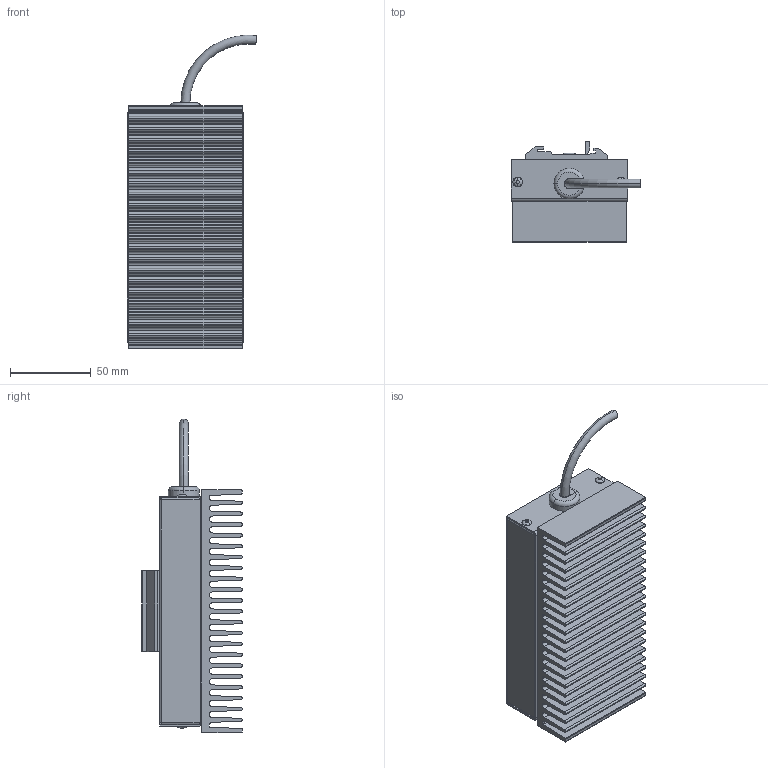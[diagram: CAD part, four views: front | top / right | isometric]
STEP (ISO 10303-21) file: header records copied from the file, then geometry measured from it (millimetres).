
FILE_DESCRIPTION (( 'STEP AP214' ), '1' );
FILE_NAME ('LH1502_AL + Schnapp.STEP', '2015-07-28T08:18:11', ( 'install' ), ( 'Microsoft' ), 'SwSTEP 2.0', 'SolidWorks 2015', '' );
FILE_SCHEMA (( 'AUTOMOTIVE_DESIGN' ));
Length unit declared in the file: millimetre
Products named in the file (10): BlNi4,8x12_Blindnieten 4,8x12 Flachrundkopf AL.ST Maxigrip KB2,5-6,5; Schnappbefestigung_PVC; INT20.0117__145663_Rückwand lm-therm gebohrt SV; INT40.0011_A0_VTLm; INT40.0001_A1_KKLH1502; LH1502_AL + Schnapp; Niete3,2x6; Kab3x0,75PVCgr_Kabel 3x0,75 PVC LiYY-t silbergrau RAL7001 (LM-Therm); Heyco-1217-1218_1217; INT90.0035__RWSbSVlm_Rückwand lm-therm mit Schnappbefestigung SV
Assembly tree (13 placements, depth 3):
  LH1502_AL + Schnapp
    INT40.0001_A1_KKLH1502
    INT40.0011_A0_VTLm
    INT90.0035__RWSbSVlm_Rückwand lm-therm mit Schnappbefestigung SV
      INT20.0117__145663_Rückwand lm-therm gebohrt SV
      Schnappbefestigung_PVC
      BlNi4,8x12_Blindnieten 4,8x12 Flachrundkopf AL.ST Maxigrip KB2,5-6,5  x2
    Heyco-1217-1218_1217
    Kab3x0,75PVCgr_Kabel 3x0,75 PVC LiYY-t silbergrau RAL7001 (LM-Therm)
    Niete3,2x6  x4
Bounding box: 80.1 x 62 x 193.62 mm (x, y, z)
Volume: 183635 mm3; surface area: 163093.3 mm2
Topology: 12 solids, 12 shells, 500 faces, 1282 edges, 807 vertices
Faces by surface type: plane 232, cylinder 212, torus 41, bspline 10, cone 5
Entity records: 14830 total; most frequent: CARTESIAN_POINT 3095, DIRECTION 2426, ORIENTED_EDGE 2328, EDGE_CURVE 1164, AXIS2_PLACEMENT_3D 844, VERTEX_POINT 745, VECTOR 738, LINE 738
